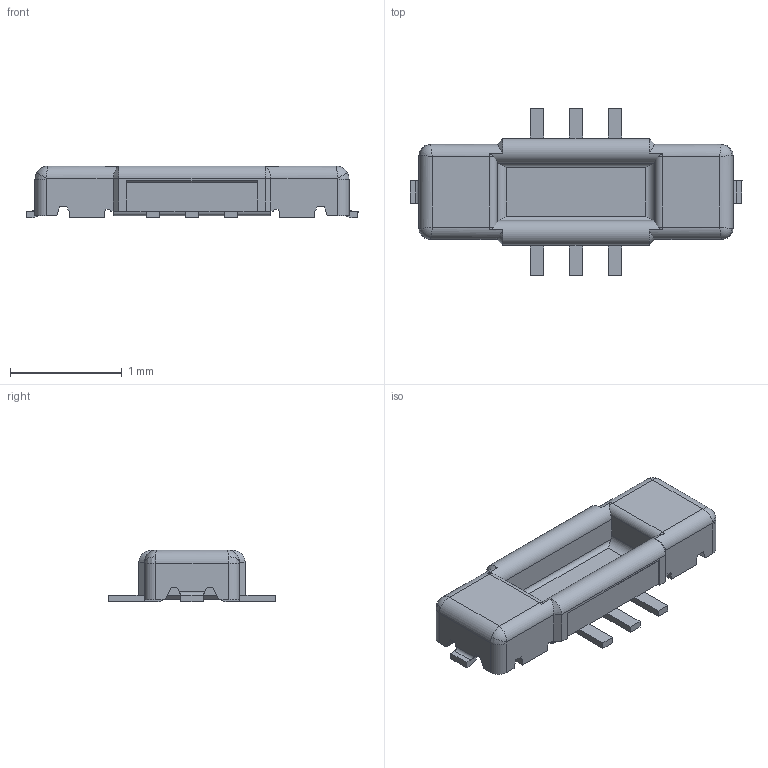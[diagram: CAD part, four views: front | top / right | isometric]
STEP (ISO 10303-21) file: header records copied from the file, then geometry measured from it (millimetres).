
FILE_DESCRIPTION(('Creo Elements/Direct Modeling STEP Export'),'2;1');
FILE_NAME('BM28-6DP.stp','2016-12-01T10:25:43',(''),(''),'Creo Elements/Direct Modeling STEP processor for AP214 (Solid Model)','Creo Elements/Direct Modeling 18.1E 22-Nov-2013 (C) Parametric Technology GmbH','');
FILE_SCHEMA(('AUTOMOTIVE_DESIGN { 1 0 10303 214 1 1 1 1 }'));
Length unit declared in the file: millimetre
Products named in the file (4): BM28B0_6-6DP-76960_PRT.PRT; BM28-6DDP_STP.ASM; BM28-6DP.stp; p1
Assembly tree (2 placements, depth 3):
  BM28-6DP.stp
    BM28-6DDP_STP.ASM
      BM28B0_6-6DP-76960_PRT.PRT
  p1
Bounding box: 2.97 x 1.5 x 0.47 mm (x, y, z)
Volume: 0.8 mm3; surface area: 10.2 mm2
Topology: 1 solids, 1 shells, 206 faces, 544 edges, 336 vertices
Faces by surface type: plane 150, cylinder 40, bspline 8, torus 4, cone 4
Entity records: 10285 total; most frequent: CARTESIAN_POINT 3541, ORIENTED_EDGE 1080, DIRECTION 990, EDGE_CURVE 540, VECTOR 424, LINE 424, VERTEX_POINT 336, AXIS2_PLACEMENT_3D 283
